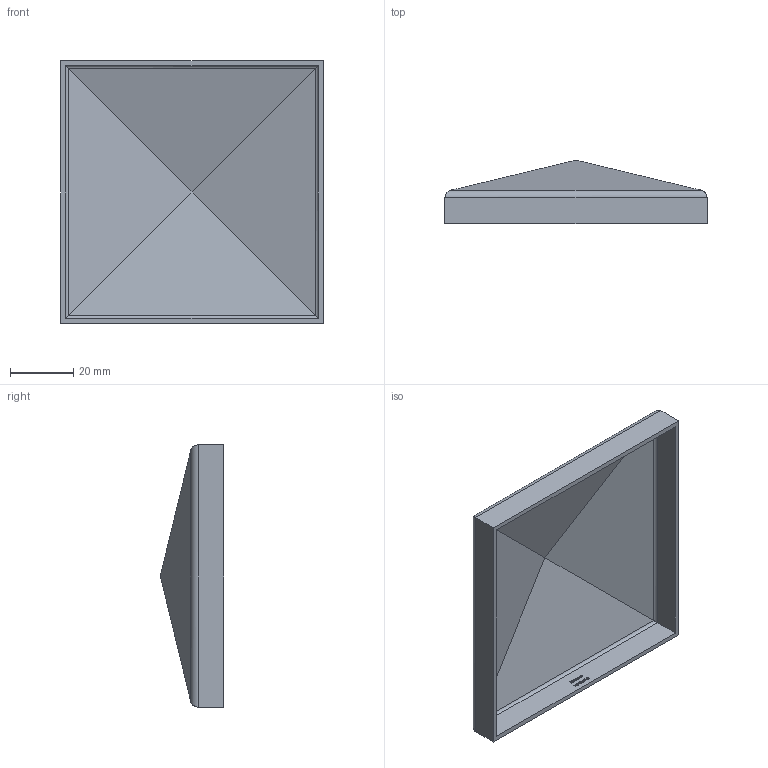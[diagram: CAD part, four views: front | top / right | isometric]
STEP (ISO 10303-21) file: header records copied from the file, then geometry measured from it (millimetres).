
FILE_DESCRIPTION (( 'STEP AP203' ), '1' );
FILE_NAME ('165-80V2AG.step', '2019-09-18T09:10:45', ( '' ), ( '' ), 'SwSTEP 2.0', 'SolidWorks 2015', '' );
FILE_SCHEMA (( 'CONFIG_CONTROL_DESIGN' ));
Length unit declared in the file: millimetre
Products named in the file (1): 165-80V2AG
Bounding box: 83 x 20 x 83 mm (x, y, z)
Volume: 14643.5 mm3; surface area: 20026.2 mm2
Topology: 1 solids, 1 shells, 262 faces, 677 edges, 444 vertices
Faces by surface type: plane 144, bspline 106, cylinder 12
Entity records: 13778 total; most frequent: CARTESIAN_POINT 8078, ORIENTED_EDGE 1354, DIRECTION 767, EDGE_CURVE 677, VECTOR 453, LINE 453, VERTEX_POINT 444, EDGE_LOOP 289
